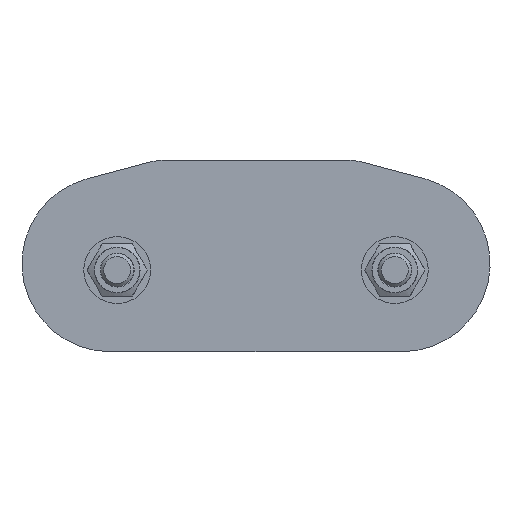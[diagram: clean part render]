
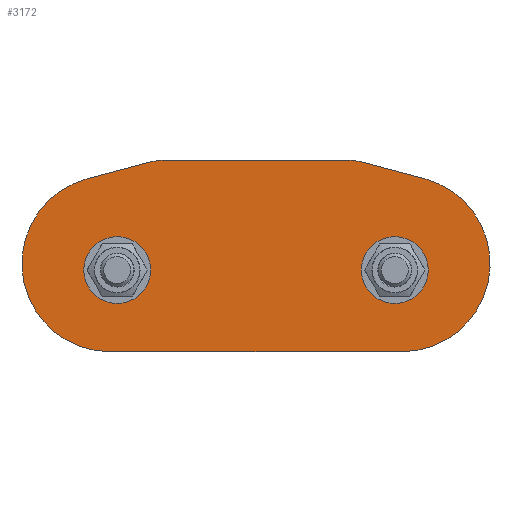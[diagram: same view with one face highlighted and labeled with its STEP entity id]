
A CAD part, front view. The second image highlights one B-rep face of the part: STEP entity #3172.
In plain terms, the highlighted planar face has unit normal (0, -1, 0).
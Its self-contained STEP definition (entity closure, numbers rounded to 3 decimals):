
#146=FACE_BOUND('',#994,.T.);
#147=FACE_BOUND('',#995,.T.);
#296=CIRCLE('',#3527,10.);
#297=CIRCLE('',#3530,10.);
#298=CIRCLE('',#3533,3.05);
#299=CIRCLE('',#3535,13.15);
#300=CIRCLE('',#3538,13.15);
#301=CIRCLE('',#3539,3.05);
#405=PLANE('',#3537);
#495=LINE('',#5797,#607);
#499=LINE('',#5806,#611);
#503=LINE('',#5822,#615);
#505=LINE('',#5826,#617);
#607=VECTOR('',#4202,10.);
#611=VECTOR('',#4212,10.);
#615=VECTOR('',#4232,10.);
#617=VECTOR('',#4236,10.);
#767=FACE_OUTER_BOUND('',#993,.T.);
#993=EDGE_LOOP('',(#2588,#2589,#2590,#2591,#2592,#2593,#2594,#2595));
#994=EDGE_LOOP('',(#2596));
#995=EDGE_LOOP('',(#2597));
#1408=VERTEX_POINT('',#5794);
#1409=VERTEX_POINT('',#5796);
#1410=VERTEX_POINT('',#5800);
#1411=VERTEX_POINT('',#5804);
#1412=VERTEX_POINT('',#5808);
#1413=VERTEX_POINT('',#5813);
#1414=VERTEX_POINT('',#5817);
#1415=VERTEX_POINT('',#5821);
#1416=VERTEX_POINT('',#5825);
#1417=VERTEX_POINT('',#5828);
#1810=EDGE_CURVE('',#1408,#1409,#495,.T.);
#1813=EDGE_CURVE('',#1410,#1408,#296,.T.);
#1815=EDGE_CURVE('',#1410,#1411,#499,.T.);
#1817=EDGE_CURVE('',#1411,#1412,#297,.T.);
#1818=EDGE_CURVE('',#1413,#1413,#298,.T.);
#1820=EDGE_CURVE('',#1409,#1414,#299,.T.);
#1822=EDGE_CURVE('',#1414,#1415,#503,.T.);
#1824=EDGE_CURVE('',#1412,#1416,#505,.T.);
#1825=EDGE_CURVE('',#1416,#1415,#300,.T.);
#1826=EDGE_CURVE('',#1417,#1417,#301,.T.);
#2588=ORIENTED_EDGE('',*,*,#1815,.T.);
#2589=ORIENTED_EDGE('',*,*,#1817,.T.);
#2590=ORIENTED_EDGE('',*,*,#1824,.T.);
#2591=ORIENTED_EDGE('',*,*,#1825,.T.);
#2592=ORIENTED_EDGE('',*,*,#1822,.F.);
#2593=ORIENTED_EDGE('',*,*,#1820,.F.);
#2594=ORIENTED_EDGE('',*,*,#1810,.F.);
#2595=ORIENTED_EDGE('',*,*,#1813,.F.);
#2596=ORIENTED_EDGE('',*,*,#1818,.F.);
#2597=ORIENTED_EDGE('',*,*,#1826,.T.);
#3172=ADVANCED_FACE('',(#767,#146,#147),#405,.F.);
#3527=AXIS2_PLACEMENT_3D('',#5802,#4207,#4208);
#3530=AXIS2_PLACEMENT_3D('',#5810,#4216,#4217);
#3533=AXIS2_PLACEMENT_3D('',#5814,#4222,#4223);
#3535=AXIS2_PLACEMENT_3D('',#5818,#4227,#4228);
#3537=AXIS2_PLACEMENT_3D('',#5824,#4234,#4235);
#3538=AXIS2_PLACEMENT_3D('',#5827,#4237,#4238);
#3539=AXIS2_PLACEMENT_3D('',#5829,#4239,#4240);
#4202=DIRECTION('',(0.966,0.,-0.259));
#4207=DIRECTION('center_axis',(0.,1.,0.));
#4208=DIRECTION('ref_axis',(-0.259,0.,-0.966));
#4212=DIRECTION('',(-1.,0.,0.));
#4216=DIRECTION('center_axis',(0.,-1.,0.));
#4217=DIRECTION('ref_axis',(0.259,0.,-0.966));
#4222=DIRECTION('center_axis',(0.,-1.,0.));
#4223=DIRECTION('ref_axis',(1.,0.,0.));
#4227=DIRECTION('center_axis',(0.,1.,0.));
#4228=DIRECTION('ref_axis',(0.,0.,1.));
#4232=DIRECTION('',(-1.,0.,0.));
#4234=DIRECTION('center_axis',(0.,1.,0.));
#4235=DIRECTION('ref_axis',(1.,0.,0.));
#4236=DIRECTION('',(-0.966,0.,-0.259));
#4237=DIRECTION('center_axis',(0.,-1.,0.));
#4238=DIRECTION('ref_axis',(0.,0.,1.));
#4239=DIRECTION('center_axis',(0.,1.,0.));
#4240=DIRECTION('ref_axis',(-1.,0.,0.));
#5794=CARTESIAN_POINT('',(16.272,0.,16.059));
#5796=CARTESIAN_POINT('',(25.253,0.,13.653));
#5797=CARTESIAN_POINT('',(16.272,0.,16.059));
#5800=CARTESIAN_POINT('',(13.683,0.,16.4));
#5802=CARTESIAN_POINT('Origin',(13.683,0.,6.4));
#5804=CARTESIAN_POINT('',(-13.683,0.,16.4));
#5806=CARTESIAN_POINT('',(9.183,0.,16.4));
#5808=CARTESIAN_POINT('',(-16.272,0.,16.059));
#5810=CARTESIAN_POINT('Origin',(-13.683,0.,
6.4));
#5813=CARTESIAN_POINT('',(17.7,0.,0.));
#5814=CARTESIAN_POINT('Origin',(20.75,0.,0.));
#5817=CARTESIAN_POINT('',(21.85,0.,-12.2));
#5818=CARTESIAN_POINT('Origin',(21.85,0.,0.95));
#5821=CARTESIAN_POINT('',(-21.85,0.,-12.2));
#5822=CARTESIAN_POINT('',(21.85,0.,-12.2));
#5824=CARTESIAN_POINT('Origin',(-2.25,0.,
1.534));
#5825=CARTESIAN_POINT('',(-25.253,0.,13.653));
#5826=CARTESIAN_POINT('',(-16.272,0.,16.059));
#5827=CARTESIAN_POINT('Origin',(-21.85,0.,
0.95));
#5828=CARTESIAN_POINT('',(-17.7,0.,0.));
#5829=CARTESIAN_POINT('Origin',(-20.75,0.,0.));
